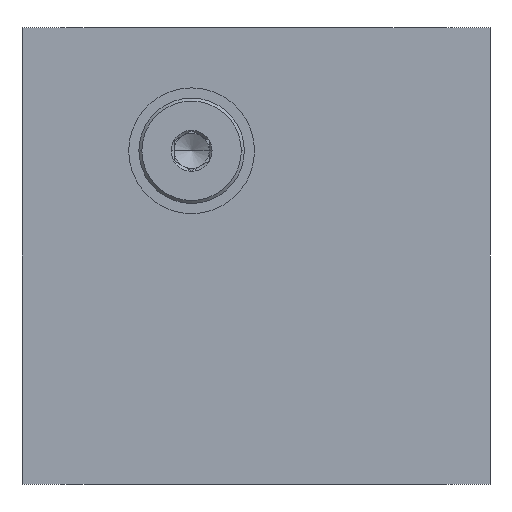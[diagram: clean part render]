
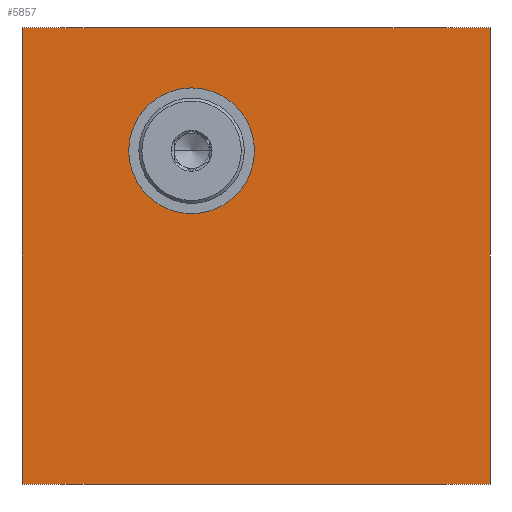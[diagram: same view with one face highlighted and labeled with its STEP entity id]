
A CAD part, front view. The second image highlights one B-rep face of the part: STEP entity #5857.
In plain terms, the highlighted planar face has unit normal (0, -1, 0).
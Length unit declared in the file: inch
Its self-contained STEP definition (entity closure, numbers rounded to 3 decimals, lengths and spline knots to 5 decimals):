
#9=DIRECTION('',(1.,0.,0.));
#10=VECTOR('',#9,2.5);
#11=CARTESIAN_POINT('',(0.,-4.594,0.));
#12=LINE('',#11,#10);
#2241=DIRECTION('',(1.,0.,0.));
#2242=VECTOR('',#2241,2.5);
#2243=CARTESIAN_POINT('',(0.,-4.594,2.438));
#2244=LINE('',#2243,#2242);
#2782=DIRECTION('',(0.,0.,1.));
#2783=VECTOR('',#2782,2.438);
#2784=CARTESIAN_POINT('',(0.,-4.594,0.));
#2785=LINE('',#2784,#2783);
#2786=CARTESIAN_POINT('',(0.906,-4.594,
1.781));
#2787=DIRECTION('',(0.,1.,0.));
#2788=DIRECTION('',(0.,0.,-1.));
#2789=AXIS2_PLACEMENT_3D('',#2786,#2787,#2788);
#2791=CARTESIAN_POINT('',(0.906,-4.594,
1.781));
#2792=DIRECTION('',(0.,1.,0.));
#2793=DIRECTION('',(0.,0.,1.));
#2794=AXIS2_PLACEMENT_3D('',#2791,#2792,#2793);
#2804=DIRECTION('',(0.,0.,1.));
#2805=VECTOR('',#2804,2.438);
#2806=CARTESIAN_POINT('',(2.5,-4.594,0.));
#2807=LINE('',#2806,#2805);
#3981=CARTESIAN_POINT('',(0.,-4.594,0.));
#3982=CARTESIAN_POINT('',(2.5,-4.594,0.));
#3983=VERTEX_POINT('',#3981);
#3984=VERTEX_POINT('',#3982);
#3985=CARTESIAN_POINT('',(0.,-4.594,2.438));
#3986=CARTESIAN_POINT('',(2.5,-4.594,2.438));
#3987=VERTEX_POINT('',#3985);
#3988=VERTEX_POINT('',#3986);
#4195=CARTESIAN_POINT('',(0.906,-4.594,
1.445));
#4196=CARTESIAN_POINT('',(0.906,-4.594,
2.117));
#4197=VERTEX_POINT('',#4195);
#4198=VERTEX_POINT('',#4196);
#5839=CARTESIAN_POINT('',(0.,-4.594,0.));
#5840=DIRECTION('',(0.,-1.,0.));
#5841=DIRECTION('',(1.,0.,0.));
#5842=AXIS2_PLACEMENT_3D('',#5839,#5840,#5841);
#5843=PLANE('',#5842);
#5844=ORIENTED_EDGE('',*,*,#4385,.F.);
#5846=ORIENTED_EDGE('',*,*,#5845,.T.);
#5847=ORIENTED_EDGE('',*,*,#5314,.T.);
#5849=ORIENTED_EDGE('',*,*,#5848,.F.);
#5850=EDGE_LOOP('',(#5844,#5846,#5847,#5849));
#5851=FACE_OUTER_BOUND('',#5850,.F.);
#5853=ORIENTED_EDGE('',*,*,#5852,.F.);
#5854=ORIENTED_EDGE('',*,*,#5829,.F.);
#5855=EDGE_LOOP('',(#5853,#5854));
#5856=FACE_BOUND('',#5855,.F.);
#5857=ADVANCED_FACE('',(#5851,#5856),#5843,.T.);
#2790=CIRCLE('',#2789,0.336);
#2795=CIRCLE('',#2794,0.336);
#4385=EDGE_CURVE('',#3983,#3984,#12,.T.);
#5314=EDGE_CURVE('',#3987,#3988,#2244,.T.);
#5829=EDGE_CURVE('',#4198,#4197,#2795,.T.);
#5845=EDGE_CURVE('',#3983,#3987,#2785,.T.);
#5848=EDGE_CURVE('',#3984,#3988,#2807,.T.);
#5852=EDGE_CURVE('',#4197,#4198,#2790,.T.);
